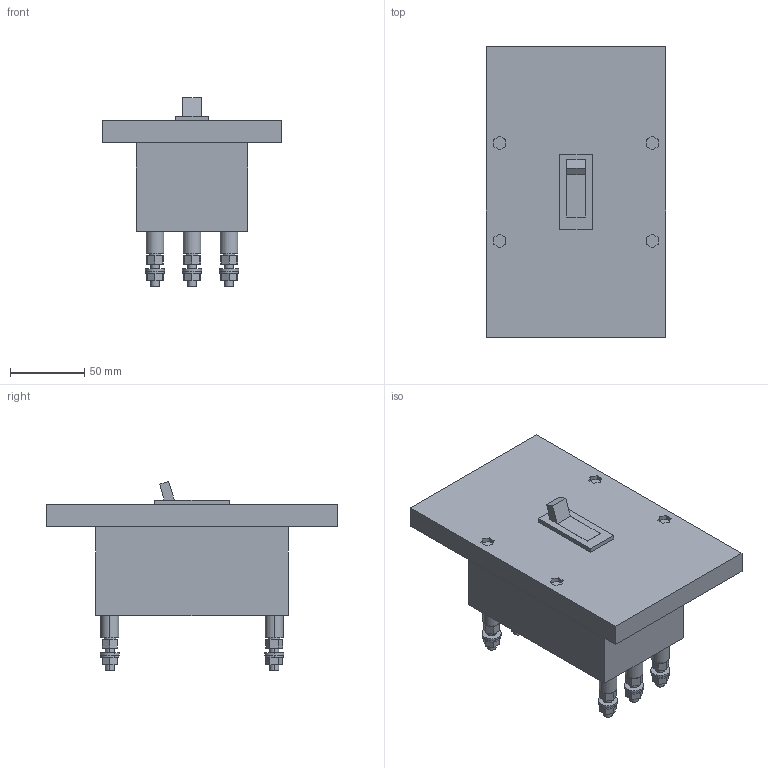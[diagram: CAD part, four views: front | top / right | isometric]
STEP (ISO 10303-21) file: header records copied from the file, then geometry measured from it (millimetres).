
FILE_DESCRIPTION(('CoCreate Modeling STEP Export'),'2;1');
FILE_NAME('Ｅ５０ＳＦ３Ｐ.stp','2016-03-28T10:39:21',(''),(''),'CoCreate Modeling STEP processor for AP214 (Solid Model)','CoCreate Modeling 17.0 01-Apr-2010 (C) Parametric Technology GmbH','');
FILE_SCHEMA(('AUTOMOTIVE_DESIGN { 1 0 10303 214 1 1 1 1 }'));
Length unit declared in the file: millimetre
Products named in the file (7): P5; P4.5; P6.4; P3.2; P2; P1; Ｅ５０ＳＦ３Ｐ
Assembly tree (29 placements, depth 2):
  Ｅ５０ＳＦ３Ｐ
    P5  x6
    P2  x4
    P3.2  x6
    P1
    P6.4  x6
    P4.5  x6
Bounding box: 121 x 196 x 127.51 mm (x, y, z)
Volume: 962966.9 mm3; surface area: 103853.4 mm2
Topology: 29 solids, 29 shells, 379 faces, 842 edges, 562 vertices
Faces by surface type: plane 243, cylinder 136
Entity records: 3942 total; most frequent: ORIENTED_EDGE 630, CARTESIAN_POINT 617, DIRECTION 586, EDGE_CURVE 315, VECTOR 230, LINE 230, VERTEX_POINT 209, AXIS2_PLACEMENT_3D 178
